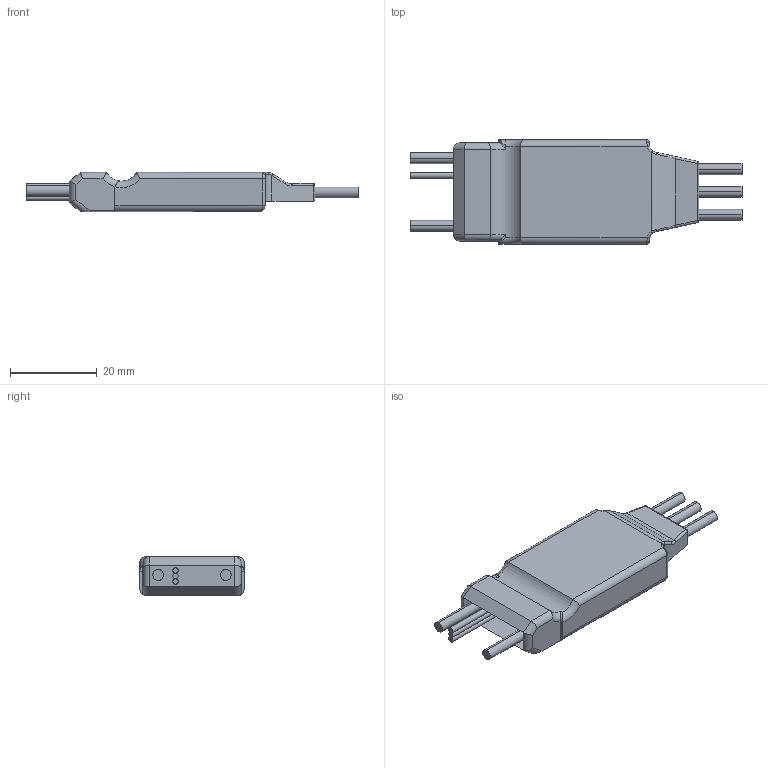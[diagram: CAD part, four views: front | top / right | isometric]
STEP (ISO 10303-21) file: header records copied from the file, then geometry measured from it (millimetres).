
FILE_DESCRIPTION (( 'STEP AP203' ), '1' );
FILE_NAME ('ESC 30A body_Default_sldprt.STEP', '2024-01-22T16:57:31', ( '' ), ( '' ), 'SwSTEP 2.0', 'SolidWorks 2019', '' );
FILE_SCHEMA (( 'CONFIG_CONTROL_DESIGN' ));
Length unit declared in the file: metre
Products named in the file (1): ESC 30A body_Default_sldprt
Bounding box: 76.5 x 24 x 9 mm (x, y, z)
Volume: 9191.3 mm3; surface area: 5468 mm2
Topology: 4 solids, 4 shells, 104 faces, 234 edges, 139 vertices
Faces by surface type: cylinder 45, plane 36, bspline 14, torus 9
Entity records: 3181 total; most frequent: CARTESIAN_POINT 930, ORIENTED_EDGE 464, DIRECTION 444, EDGE_CURVE 232, AXIS2_PLACEMENT_3D 169, VERTEX_POINT 139, EDGE_LOOP 107, VECTOR 106
